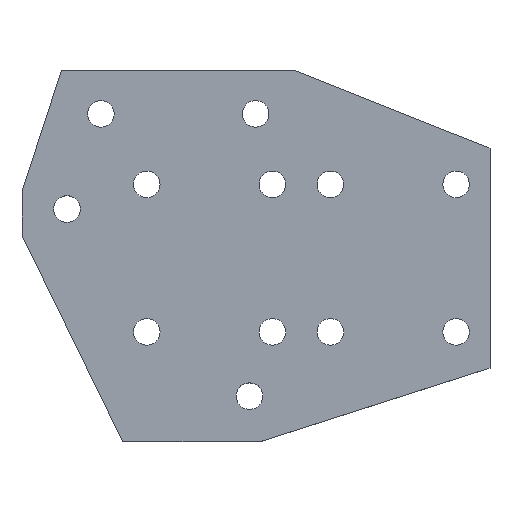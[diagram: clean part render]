
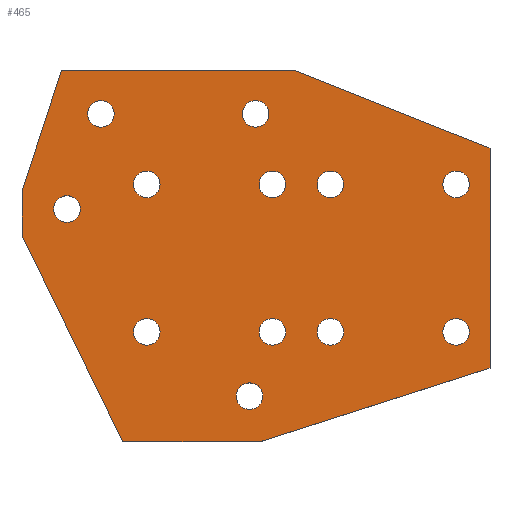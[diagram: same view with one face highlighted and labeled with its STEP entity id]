
A CAD part, top view. The second image highlights one B-rep face of the part: STEP entity #465.
In plain terms, the highlighted planar face has unit normal (0, 0, 1).
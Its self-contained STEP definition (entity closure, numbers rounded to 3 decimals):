
#15=FACE_BOUND('',#92,.T.);
#16=FACE_BOUND('',#93,.T.);
#17=FACE_BOUND('',#94,.T.);
#18=FACE_BOUND('',#95,.T.);
#19=FACE_BOUND('',#96,.T.);
#20=FACE_BOUND('',#97,.T.);
#21=FACE_BOUND('',#98,.T.);
#22=FACE_BOUND('',#99,.T.);
#23=FACE_BOUND('',#100,.T.);
#24=FACE_BOUND('',#101,.T.);
#25=FACE_BOUND('',#102,.T.);
#26=FACE_BOUND('',#103,.T.);
#47=PLANE('',#534);
#69=FACE_OUTER_BOUND('',#91,.T.);
#91=EDGE_LOOP('',(#393,#394,#395,#396,#397,#398,#399,#400));
#92=EDGE_LOOP('',(#401));
#93=EDGE_LOOP('',(#402));
#94=EDGE_LOOP('',(#403));
#95=EDGE_LOOP('',(#404));
#96=EDGE_LOOP('',(#405));
#97=EDGE_LOOP('',(#406));
#98=EDGE_LOOP('',(#407));
#99=EDGE_LOOP('',(#408));
#100=EDGE_LOOP('',(#409));
#101=EDGE_LOOP('',(#410));
#102=EDGE_LOOP('',(#411));
#103=EDGE_LOOP('',(#412));
#131=LINE('',#746,#167);
#134=LINE('',#752,#170);
#137=LINE('',#758,#173);
#140=LINE('',#764,#176);
#143=LINE('',#770,#179);
#146=LINE('',#776,#182);
#149=LINE('',#782,#185);
#152=LINE('',#786,#188);
#167=VECTOR('',#626,10.);
#170=VECTOR('',#631,10.);
#173=VECTOR('',#636,10.);
#176=VECTOR('',#641,10.);
#179=VECTOR('',#646,10.);
#182=VECTOR('',#651,10.);
#185=VECTOR('',#656,10.);
#188=VECTOR('',#661,10.);
#189=CIRCLE('',#491,2.75);
#191=CIRCLE('',#494,2.75);
#193=CIRCLE('',#497,2.75);
#195=CIRCLE('',#500,2.75);
#197=CIRCLE('',#503,2.75);
#199=CIRCLE('',#506,2.75);
#201=CIRCLE('',#509,2.75);
#203=CIRCLE('',#512,2.75);
#205=CIRCLE('',#515,2.75);
#207=CIRCLE('',#518,2.75);
#209=CIRCLE('',#521,2.75);
#211=CIRCLE('',#524,2.75);
#213=VERTEX_POINT('',#668);
#215=VERTEX_POINT('',#674);
#217=VERTEX_POINT('',#680);
#219=VERTEX_POINT('',#686);
#221=VERTEX_POINT('',#692);
#223=VERTEX_POINT('',#698);
#225=VERTEX_POINT('',#704);
#227=VERTEX_POINT('',#710);
#229=VERTEX_POINT('',#716);
#231=VERTEX_POINT('',#722);
#233=VERTEX_POINT('',#728);
#235=VERTEX_POINT('',#734);
#239=VERTEX_POINT('',#743);
#240=VERTEX_POINT('',#745);
#242=VERTEX_POINT('',#751);
#244=VERTEX_POINT('',#757);
#246=VERTEX_POINT('',#763);
#248=VERTEX_POINT('',#769);
#250=VERTEX_POINT('',#775);
#252=VERTEX_POINT('',#781);
#253=EDGE_CURVE('',#213,#213,#189,.T.);
#256=EDGE_CURVE('',#215,#215,#191,.T.);
#259=EDGE_CURVE('',#217,#217,#193,.T.);
#262=EDGE_CURVE('',#219,#219,#195,.T.);
#265=EDGE_CURVE('',#221,#221,#197,.T.);
#268=EDGE_CURVE('',#223,#223,#199,.T.);
#271=EDGE_CURVE('',#225,#225,#201,.T.);
#274=EDGE_CURVE('',#227,#227,#203,.T.);
#277=EDGE_CURVE('',#229,#229,#205,.T.);
#280=EDGE_CURVE('',#231,#231,#207,.T.);
#283=EDGE_CURVE('',#233,#233,#209,.T.);
#286=EDGE_CURVE('',#235,#235,#211,.T.);
#291=EDGE_CURVE('',#240,#239,#131,.T.);
#294=EDGE_CURVE('',#242,#240,#134,.T.);
#297=EDGE_CURVE('',#244,#242,#137,.T.);
#300=EDGE_CURVE('',#246,#244,#140,.T.);
#303=EDGE_CURVE('',#248,#246,#143,.T.);
#306=EDGE_CURVE('',#250,#248,#146,.T.);
#309=EDGE_CURVE('',#252,#250,#149,.T.);
#312=EDGE_CURVE('',#239,#252,#152,.T.);
#393=ORIENTED_EDGE('',*,*,#312,.T.);
#394=ORIENTED_EDGE('',*,*,#309,.T.);
#395=ORIENTED_EDGE('',*,*,#306,.T.);
#396=ORIENTED_EDGE('',*,*,#303,.T.);
#397=ORIENTED_EDGE('',*,*,#300,.T.);
#398=ORIENTED_EDGE('',*,*,#297,.T.);
#399=ORIENTED_EDGE('',*,*,#294,.T.);
#400=ORIENTED_EDGE('',*,*,#291,.T.);
#401=ORIENTED_EDGE('',*,*,#286,.T.);
#402=ORIENTED_EDGE('',*,*,#283,.T.);
#403=ORIENTED_EDGE('',*,*,#280,.T.);
#404=ORIENTED_EDGE('',*,*,#277,.T.);
#405=ORIENTED_EDGE('',*,*,#274,.T.);
#406=ORIENTED_EDGE('',*,*,#271,.T.);
#407=ORIENTED_EDGE('',*,*,#268,.T.);
#408=ORIENTED_EDGE('',*,*,#265,.T.);
#409=ORIENTED_EDGE('',*,*,#262,.T.);
#410=ORIENTED_EDGE('',*,*,#259,.T.);
#411=ORIENTED_EDGE('',*,*,#256,.T.);
#412=ORIENTED_EDGE('',*,*,#253,.T.);
#465=ADVANCED_FACE('',(#69,#15,#16,#17,#18,#19,#20,#21,#22,#23,#24,#25,
#26),#47,.T.);
#491=AXIS2_PLACEMENT_3D('',#669,#540,#541);
#494=AXIS2_PLACEMENT_3D('',#675,#547,#548);
#497=AXIS2_PLACEMENT_3D('',#681,#554,#555);
#500=AXIS2_PLACEMENT_3D('',#687,#561,#562);
#503=AXIS2_PLACEMENT_3D('',#693,#568,#569);
#506=AXIS2_PLACEMENT_3D('',#699,#575,#576);
#509=AXIS2_PLACEMENT_3D('',#705,#582,#583);
#512=AXIS2_PLACEMENT_3D('',#711,#589,#590);
#515=AXIS2_PLACEMENT_3D('',#717,#596,#597);
#518=AXIS2_PLACEMENT_3D('',#723,#603,#604);
#521=AXIS2_PLACEMENT_3D('',#729,#610,#611);
#524=AXIS2_PLACEMENT_3D('',#735,#617,#618);
#534=AXIS2_PLACEMENT_3D('',#787,#662,#663);
#540=DIRECTION('center_axis',(0.,0.,-1.));
#541=DIRECTION('ref_axis',(-1.,0.,0.));
#547=DIRECTION('center_axis',(0.,0.,-1.));
#548=DIRECTION('ref_axis',(-1.,0.,0.));
#554=DIRECTION('center_axis',(0.,0.,-1.));
#555=DIRECTION('ref_axis',(-1.,0.,0.));
#561=DIRECTION('center_axis',(0.,0.,-1.));
#562=DIRECTION('ref_axis',(-1.,0.,0.));
#568=DIRECTION('center_axis',(0.,0.,-1.));
#569=DIRECTION('ref_axis',(-1.,0.,0.));
#575=DIRECTION('center_axis',(0.,0.,-1.));
#576=DIRECTION('ref_axis',(-1.,0.,0.));
#582=DIRECTION('center_axis',(0.,0.,-1.));
#583=DIRECTION('ref_axis',(-1.,0.,0.));
#589=DIRECTION('center_axis',(0.,0.,-1.));
#590=DIRECTION('ref_axis',(-1.,0.,0.));
#596=DIRECTION('center_axis',(0.,0.,-1.));
#597=DIRECTION('ref_axis',(-1.,0.,0.));
#603=DIRECTION('center_axis',(0.,0.,-1.));
#604=DIRECTION('ref_axis',(-1.,0.,0.));
#610=DIRECTION('center_axis',(0.,0.,-1.));
#611=DIRECTION('ref_axis',(-1.,0.,0.));
#617=DIRECTION('center_axis',(0.,0.,-1.));
#618=DIRECTION('ref_axis',(-1.,0.,0.));
#626=DIRECTION('',(0.,1.,0.));
#631=DIRECTION('',(0.952,0.305,0.));
#636=DIRECTION('',(1.,0.,0.));
#641=DIRECTION('',(0.438,-0.899,0.));
#646=DIRECTION('',(0.,-1.,0.));
#651=DIRECTION('',(-0.309,-0.951,0.));
#656=DIRECTION('',(-1.,0.,0.));
#661=DIRECTION('',(-0.929,0.371,0.));
#662=DIRECTION('center_axis',(0.,0.,1.));
#663=DIRECTION('ref_axis',(1.,0.,0.));
#668=CARTESIAN_POINT('',(-13.499,-14.596,6.));
#669=CARTESIAN_POINT('Origin',(-16.249,-14.596,6.));
#674=CARTESIAN_POINT('',(12.501,-14.596,6.));
#675=CARTESIAN_POINT('Origin',(9.751,-14.596,6.));
#680=CARTESIAN_POINT('',(9.001,30.504,6.));
#681=CARTESIAN_POINT('Origin',(6.251,30.504,6.));
#686=CARTESIAN_POINT('',(7.751,-27.897,6.));
#687=CARTESIAN_POINT('Origin',(5.001,-27.897,6.));
#692=CARTESIAN_POINT('',(-22.999,30.504,6.));
#693=CARTESIAN_POINT('Origin',(-25.749,30.504,6.));
#698=CARTESIAN_POINT('',(-29.999,10.804,6.));
#699=CARTESIAN_POINT('Origin',(-32.749,10.804,6.));
#704=CARTESIAN_POINT('',(24.501,-14.596,6.));
#705=CARTESIAN_POINT('Origin',(21.751,-14.596,6.));
#710=CARTESIAN_POINT('',(50.501,-14.596,6.));
#711=CARTESIAN_POINT('Origin',(47.751,-14.596,6.));
#716=CARTESIAN_POINT('',(24.501,15.904,6.));
#717=CARTESIAN_POINT('Origin',(21.751,15.904,6.));
#722=CARTESIAN_POINT('',(50.501,15.904,6.));
#723=CARTESIAN_POINT('Origin',(47.751,15.904,6.));
#728=CARTESIAN_POINT('',(-13.499,15.904,6.));
#729=CARTESIAN_POINT('Origin',(-16.249,15.904,6.));
#734=CARTESIAN_POINT('',(12.501,15.904,6.));
#735=CARTESIAN_POINT('Origin',(9.751,15.904,6.));
#743=CARTESIAN_POINT('',(54.751,23.404,6.));
#745=CARTESIAN_POINT('',(54.751,-22.096,6.));
#746=CARTESIAN_POINT('',(54.751,-22.096,6.));
#751=CARTESIAN_POINT('',(7.266,-37.297,6.));
#752=CARTESIAN_POINT('',(7.266,-37.297,6.));
#757=CARTESIAN_POINT('',(-21.234,-37.297,6.));
#758=CARTESIAN_POINT('',(-21.234,-37.297,6.));
#763=CARTESIAN_POINT('',(-42.057,5.396,6.));
#764=CARTESIAN_POINT('',(-42.057,5.396,6.));
#769=CARTESIAN_POINT('',(-42.057,14.396,6.));
#770=CARTESIAN_POINT('',(-42.057,14.396,6.));
#775=CARTESIAN_POINT('',(-33.899,39.504,6.));
#776=CARTESIAN_POINT('',(-33.899,39.504,6.));
#781=CARTESIAN_POINT('',(14.401,39.504,6.));
#782=CARTESIAN_POINT('',(14.401,39.504,6.));
#786=CARTESIAN_POINT('',(54.751,23.404,6.));
#787=CARTESIAN_POINT('Origin',(6.347,1.104,6.));
